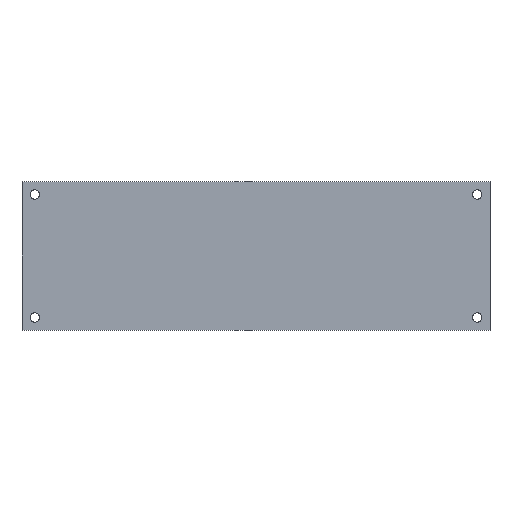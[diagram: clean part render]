
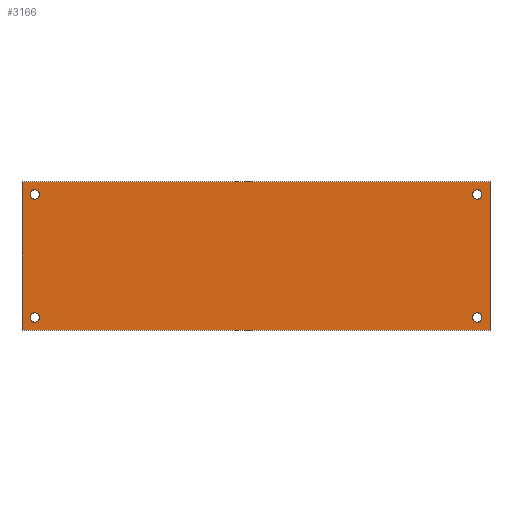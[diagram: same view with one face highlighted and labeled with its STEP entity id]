
A CAD part, front view. The second image highlights one B-rep face of the part: STEP entity #3166.
In plain terms, the highlighted planar face has unit normal (0, -1, 0).
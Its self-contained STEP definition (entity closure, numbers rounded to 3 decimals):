
#641 = DIRECTION ( 'NONE',  ( 1., 0., 0. ) ) ;
#797 = CARTESIAN_POINT ( 'NONE',  ( 0., 0., 70. ) ) ;
#1092 = CIRCLE ( 'NONE', #8508, 2.2 ) ;
#1291 = VERTEX_POINT ( 'NONE', #2371 ) ;
#1651 = DIRECTION ( 'NONE',  ( 0., 0., 1. ) ) ;
#1914 = EDGE_LOOP ( 'NONE', ( #4402, #4228 ) ) ;
#1949 = AXIS2_PLACEMENT_3D ( 'NONE', #5833, #11248, #12353 ) ;
#1964 = DIRECTION ( 'NONE',  ( 0., 0., -1. ) ) ;
#1967 = CARTESIAN_POINT ( 'NONE',  ( 220.5, 0., 70. ) ) ;
#2150 = CARTESIAN_POINT ( 'NONE',  ( 0., 0., 70. ) ) ;
#2155 = EDGE_CURVE ( 'NONE', #13029, #11476, #1092, .T. ) ;
#2200 = CARTESIAN_POINT ( 'NONE',  ( 214.5, 0., 61.8 ) ) ;
#2288 = LINE ( 'NONE', #12276, #5473 ) ;
#2336 = VERTEX_POINT ( 'NONE', #2200 ) ;
#2369 = ORIENTED_EDGE ( 'NONE', *, *, #4536, .T. ) ;
#2371 = CARTESIAN_POINT ( 'NONE',  ( 214.5, 0., 66.2 ) ) ;
#2540 = FACE_BOUND ( 'NONE', #10728, .T. ) ;
#2817 = EDGE_CURVE ( 'NONE', #3582, #12813, #8598, .T. ) ;
#2836 = ORIENTED_EDGE ( 'NONE', *, *, #2155, .T. ) ;
#3019 = VECTOR ( 'NONE', #6165, 1000. ) ;
#3147 = DIRECTION ( 'NONE',  ( 0., 0., 1. ) ) ;
#3166 = ADVANCED_FACE ( 'NONE', ( #8733, #6733, #2540, #5070, #8898 ), #11370, .F. ) ;
#3203 = DIRECTION ( 'NONE',  ( 0., 1., 0. ) ) ;
#3582 = VERTEX_POINT ( 'NONE', #13657 ) ;
#3738 = CARTESIAN_POINT ( 'NONE',  ( 6., 0., 66.2 ) ) ;
#3760 = CARTESIAN_POINT ( 'NONE',  ( 0., 0., 70. ) ) ;
#3813 = CARTESIAN_POINT ( 'NONE',  ( 220.5, 0., 70. ) ) ;
#3984 = DIRECTION ( 'NONE',  ( 0., 1., 0. ) ) ;
#4228 = ORIENTED_EDGE ( 'NONE', *, *, #4466, .T. ) ;
#4390 = ORIENTED_EDGE ( 'NONE', *, *, #12052, .T. ) ;
#4402 = ORIENTED_EDGE ( 'NONE', *, *, #10663, .T. ) ;
#4466 = EDGE_CURVE ( 'NONE', #6995, #9737, #4887, .T. ) ;
#4536 = EDGE_CURVE ( 'NONE', #2336, #1291, #6401, .T. ) ;
#4655 = AXIS2_PLACEMENT_3D ( 'NONE', #13796, #3203, #5141 ) ;
#4707 = EDGE_CURVE ( 'NONE', #4909, #5772, #7062, .T. ) ;
#4781 = DIRECTION ( 'NONE',  ( 0., 1., 0. ) ) ;
#4887 = CIRCLE ( 'NONE', #10939, 2.2 ) ;
#4909 = VERTEX_POINT ( 'NONE', #9771 ) ;
#5070 = FACE_BOUND ( 'NONE', #6729, .T. ) ;
#5141 = DIRECTION ( 'NONE',  ( 0., 0., 1. ) ) ;
#5473 = VECTOR ( 'NONE', #641, 1000. ) ;
#5570 = AXIS2_PLACEMENT_3D ( 'NONE', #8745, #8661, #9779 ) ;
#5772 = VERTEX_POINT ( 'NONE', #9961 ) ;
#5815 = CARTESIAN_POINT ( 'NONE',  ( 214.5, 0., 6. ) ) ;
#5833 = CARTESIAN_POINT ( 'NONE',  ( 214.5, 0., 64. ) ) ;
#6102 = ORIENTED_EDGE ( 'NONE', *, *, #9530, .T. ) ;
#6121 = VERTEX_POINT ( 'NONE', #8319 ) ;
#6123 = LINE ( 'NONE', #3760, #7792 ) ;
#6165 = DIRECTION ( 'NONE',  ( 0., 0., -1. ) ) ;
#6401 = CIRCLE ( 'NONE', #12925, 2.2 ) ;
#6720 = AXIS2_PLACEMENT_3D ( 'NONE', #797, #3984, #7262 ) ;
#6729 = EDGE_LOOP ( 'NONE', ( #4390, #2836 ) ) ;
#6733 = FACE_BOUND ( 'NONE', #1914, .T. ) ;
#6825 = AXIS2_PLACEMENT_3D ( 'NONE', #13878, #12709, #3147 ) ;
#6944 = CIRCLE ( 'NONE', #5570, 2.2 ) ;
#6995 = VERTEX_POINT ( 'NONE', #12618 ) ;
#7002 = CARTESIAN_POINT ( 'NONE',  ( 0., 0., 0. ) ) ;
#7017 = CARTESIAN_POINT ( 'NONE',  ( 6., 0., 64. ) ) ;
#7062 = CIRCLE ( 'NONE', #10671, 2.2 ) ;
#7251 = CIRCLE ( 'NONE', #6825, 2.2 ) ;
#7262 = DIRECTION ( 'NONE',  ( 0., 0., 1. ) ) ;
#7510 = ORIENTED_EDGE ( 'NONE', *, *, #8394, .T. ) ;
#7518 = CARTESIAN_POINT ( 'NONE',  ( 214.5, 0., 8.2 ) ) ;
#7792 = VECTOR ( 'NONE', #11298, 1000. ) ;
#7955 = CIRCLE ( 'NONE', #1949, 2.2 ) ;
#8124 = ORIENTED_EDGE ( 'NONE', *, *, #8810, .T. ) ;
#8319 = CARTESIAN_POINT ( 'NONE',  ( 220.5, 0., 0. ) ) ;
#8385 = ORIENTED_EDGE ( 'NONE', *, *, #13805, .F. ) ;
#8394 = EDGE_CURVE ( 'NONE', #12813, #6121, #2288, .T. ) ;
#8508 = AXIS2_PLACEMENT_3D ( 'NONE', #7017, #13499, #13538 ) ;
#8598 = LINE ( 'NONE', #2150, #12964 ) ;
#8661 = DIRECTION ( 'NONE',  ( 0., 1., 0. ) ) ;
#8733 = FACE_BOUND ( 'NONE', #13254, .T. ) ;
#8745 = CARTESIAN_POINT ( 'NONE',  ( 214.5, 0., 6. ) ) ;
#8810 = EDGE_CURVE ( 'NONE', #1291, #2336, #7955, .T. ) ;
#8898 = FACE_OUTER_BOUND ( 'NONE', #13651, .T. ) ;
#9018 = DIRECTION ( 'NONE',  ( 0., 1., 0. ) ) ;
#9312 = DIRECTION ( 'NONE',  ( 0., 0., 1. ) ) ;
#9530 = EDGE_CURVE ( 'NONE', #5772, #4909, #11141, .T. ) ;
#9737 = VERTEX_POINT ( 'NONE', #7518 ) ;
#9771 = CARTESIAN_POINT ( 'NONE',  ( 6., 0., 3.8 ) ) ;
#9779 = DIRECTION ( 'NONE',  ( 0., 0., 1. ) ) ;
#9895 = EDGE_CURVE ( 'NONE', #3582, #13633, #6123, .T. ) ;
#9961 = CARTESIAN_POINT ( 'NONE',  ( 6., 0., 8.2 ) ) ;
#10111 = CARTESIAN_POINT ( 'NONE',  ( 214.5, 0., 64. ) ) ;
#10663 = EDGE_CURVE ( 'NONE', #9737, #6995, #6944, .T. ) ;
#10671 = AXIS2_PLACEMENT_3D ( 'NONE', #12413, #13574, #9312 ) ;
#10728 = EDGE_LOOP ( 'NONE', ( #6102, #10900 ) ) ;
#10900 = ORIENTED_EDGE ( 'NONE', *, *, #4707, .T. ) ;
#10939 = AXIS2_PLACEMENT_3D ( 'NONE', #5815, #9018, #12331 ) ;
#11141 = CIRCLE ( 'NONE', #4655, 2.2 ) ;
#11248 = DIRECTION ( 'NONE',  ( 0., 1., 0. ) ) ;
#11298 = DIRECTION ( 'NONE',  ( 1., 0., 0. ) ) ;
#11370 = PLANE ( 'NONE',  #6720 ) ;
#11476 = VERTEX_POINT ( 'NONE', #3738 ) ;
#12052 = EDGE_CURVE ( 'NONE', #11476, #13029, #7251, .T. ) ;
#12276 = CARTESIAN_POINT ( 'NONE',  ( 0., 0., 0. ) ) ;
#12331 = DIRECTION ( 'NONE',  ( 0., 0., 1. ) ) ;
#12353 = DIRECTION ( 'NONE',  ( 0., 0., 1. ) ) ;
#12413 = CARTESIAN_POINT ( 'NONE',  ( 6., 0., 6. ) ) ;
#12618 = CARTESIAN_POINT ( 'NONE',  ( 214.5, 0., 3.8 ) ) ;
#12709 = DIRECTION ( 'NONE',  ( 0., 1., 0. ) ) ;
#12813 = VERTEX_POINT ( 'NONE', #7002 ) ;
#12925 = AXIS2_PLACEMENT_3D ( 'NONE', #10111, #4781, #1651 ) ;
#12964 = VECTOR ( 'NONE', #1964, 1000. ) ;
#13029 = VERTEX_POINT ( 'NONE', #13137 ) ;
#13137 = CARTESIAN_POINT ( 'NONE',  ( 6., 0., 61.8 ) ) ;
#13249 = LINE ( 'NONE', #1967, #3019 ) ;
#13254 = EDGE_LOOP ( 'NONE', ( #8124, #2369 ) ) ;
#13499 = DIRECTION ( 'NONE',  ( 0., 1., 0. ) ) ;
#13538 = DIRECTION ( 'NONE',  ( 0., 0., 1. ) ) ;
#13574 = DIRECTION ( 'NONE',  ( 0., 1., 0. ) ) ;
#13600 = ORIENTED_EDGE ( 'NONE', *, *, #2817, .T. ) ;
#13633 = VERTEX_POINT ( 'NONE', #3813 ) ;
#13651 = EDGE_LOOP ( 'NONE', ( #7510, #8385, #13811, #13600 ) ) ;
#13657 = CARTESIAN_POINT ( 'NONE',  ( 0., 0., 70. ) ) ;
#13796 = CARTESIAN_POINT ( 'NONE',  ( 6., 0., 6. ) ) ;
#13805 = EDGE_CURVE ( 'NONE', #13633, #6121, #13249, .T. ) ;
#13811 = ORIENTED_EDGE ( 'NONE', *, *, #9895, .F. ) ;
#13878 = CARTESIAN_POINT ( 'NONE',  ( 6., 0., 64. ) ) ;
